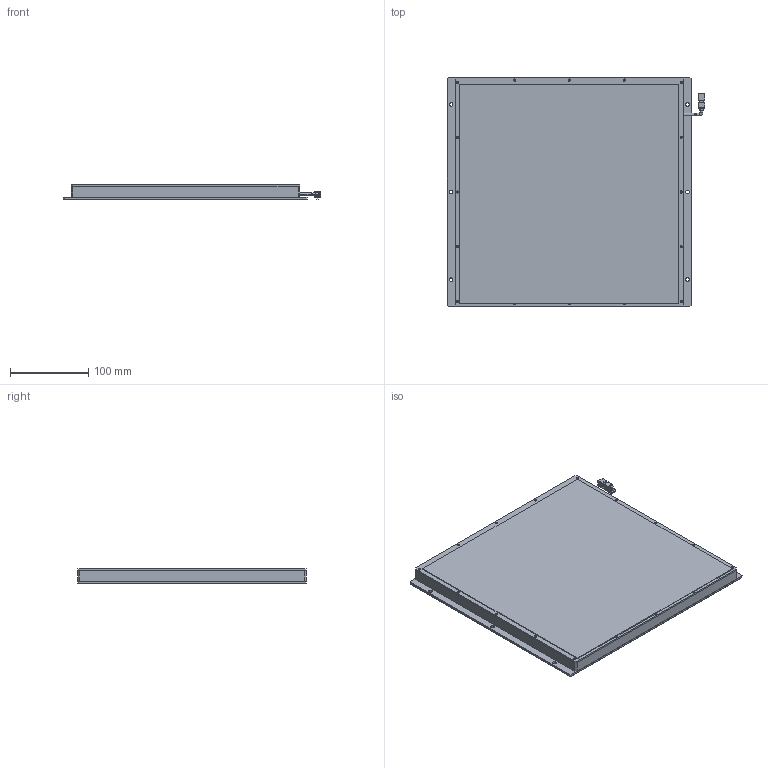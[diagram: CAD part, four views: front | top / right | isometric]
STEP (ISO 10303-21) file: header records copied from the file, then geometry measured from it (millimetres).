
FILE_DESCRIPTION (( 'STEP AP214' ), '1' );
FILE_NAME ('660408-R.STEP', '2019-03-13T09:10:04', ( '' ), ( '' ), 'SwSTEP 2.0', 'SolidWorks 2016', '' );
FILE_SCHEMA (( 'AUTOMOTIVE_DESIGN' ));
Length unit declared in the file: millimetre
Products named in the file (1): 660408-R
Bounding box: 329 x 292 x 20 mm (x, y, z)
Volume: 614608.1 mm3; surface area: 407504 mm2
Topology: 5 solids, 5 shells, 539 faces, 1324 edges, 816 vertices
Faces by surface type: cylinder 270, plane 169, cone 96, bspline 4
Entity records: 21763 total; most frequent: DIRECTION 2916, CARTESIAN_POINT 2762, ORIENTED_EDGE 2520, EDGE_CURVE 1260, AXIS2_PLACEMENT_3D 1124, VERTEX_POINT 816, EDGE_LOOP 704, VECTOR 668
